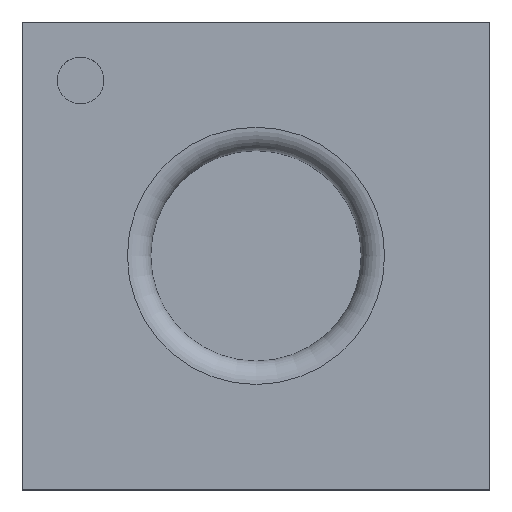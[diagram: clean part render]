
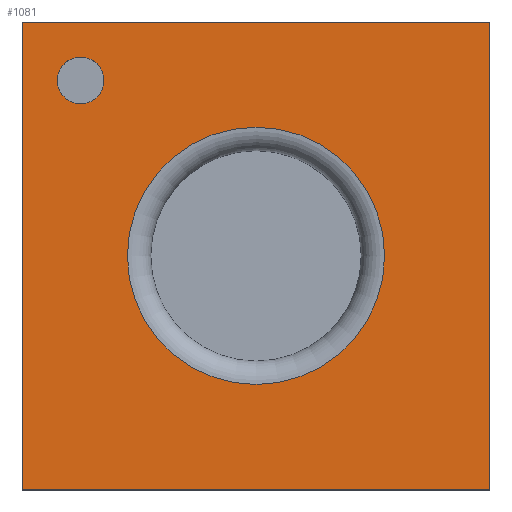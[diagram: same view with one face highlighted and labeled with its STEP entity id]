
A CAD part, top view. The second image highlights one B-rep face of the part: STEP entity #1081.
In plain terms, the highlighted planar face has unit normal (0, 0, 1).
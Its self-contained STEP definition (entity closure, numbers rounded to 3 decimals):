
#27=FACE_BOUND('',#183,.T.);
#28=FACE_BOUND('',#184,.T.);
#53=PLANE('',#1172);
#117=FACE_OUTER_BOUND('',#182,.T.);
#182=EDGE_LOOP('',(#886,#887,#888,#889));
#183=EDGE_LOOP('',(#890));
#184=EDGE_LOOP('',(#891,#892));
#290=LINE('',#1656,#430);
#291=LINE('',#1658,#431);
#292=LINE('',#1660,#432);
#293=LINE('',#1661,#433);
#430=VECTOR('',#1352,10.);
#431=VECTOR('',#1353,10.);
#432=VECTOR('',#1354,10.);
#433=VECTOR('',#1355,10.);
#501=CIRCLE('',#1138,0.1);
#503=CIRCLE('',#1165,0.55);
#507=CIRCLE('',#1169,0.55);
#509=VERTEX_POINT('',#1497);
#557=VERTEX_POINT('',#1640);
#558=VERTEX_POINT('',#1641);
#562=VERTEX_POINT('',#1654);
#563=VERTEX_POINT('',#1655);
#564=VERTEX_POINT('',#1657);
#565=VERTEX_POINT('',#1659);
#608=EDGE_CURVE('',#509,#509,#501,.T.);
#678=EDGE_CURVE('',#557,#558,#503,.T.);
#682=EDGE_CURVE('',#558,#557,#507,.T.);
#685=EDGE_CURVE('',#562,#563,#290,.T.);
#686=EDGE_CURVE('',#563,#564,#291,.T.);
#687=EDGE_CURVE('',#564,#565,#292,.T.);
#688=EDGE_CURVE('',#565,#562,#293,.T.);
#886=ORIENTED_EDGE('',*,*,#685,.T.);
#887=ORIENTED_EDGE('',*,*,#686,.T.);
#888=ORIENTED_EDGE('',*,*,#687,.T.);
#889=ORIENTED_EDGE('',*,*,#688,.T.);
#890=ORIENTED_EDGE('',*,*,#608,.T.);
#891=ORIENTED_EDGE('',*,*,#678,.F.);
#892=ORIENTED_EDGE('',*,*,#682,.F.);
#1081=ADVANCED_FACE('',(#117,#27,#28),#53,.T.);
#1138=AXIS2_PLACEMENT_3D('',#1498,#1213,#1214);
#1165=AXIS2_PLACEMENT_3D('',#1642,#1335,#1336);
#1169=AXIS2_PLACEMENT_3D('',#1648,#1343,#1344);
#1172=AXIS2_PLACEMENT_3D('',#1653,#1350,#1351);
#1213=DIRECTION('center_axis',(0.,0.,-1.));
#1214=DIRECTION('ref_axis',(1.,0.,0.));
#1335=DIRECTION('center_axis',(0.,0.,1.));
#1336=DIRECTION('ref_axis',(1.,0.,0.));
#1343=DIRECTION('center_axis',(0.,0.,1.));
#1344=DIRECTION('ref_axis',(1.,0.,0.));
#1350=DIRECTION('center_axis',(0.,0.,1.));
#1351=DIRECTION('ref_axis',(1.,0.,0.));
#1352=DIRECTION('',(0.,1.,0.));
#1353=DIRECTION('',(-1.,0.,0.));
#1354=DIRECTION('',(0.,-1.,0.));
#1355=DIRECTION('',(1.,0.,0.));
#1497=CARTESIAN_POINT('',(-0.85,0.75,0.75));
#1498=CARTESIAN_POINT('Origin',(-0.75,0.75,0.75));
#1640=CARTESIAN_POINT('',(-0.55,0.,0.75));
#1641=CARTESIAN_POINT('',(0.55,0.,0.75));
#1642=CARTESIAN_POINT('Origin',(0.,0.,0.75));
#1648=CARTESIAN_POINT('Origin',(0.,0.,0.75));
#1653=CARTESIAN_POINT('Origin',(0.,0.,0.75));
#1654=CARTESIAN_POINT('',(1.,-1.,0.75));
#1655=CARTESIAN_POINT('',(1.,1.,0.75));
#1656=CARTESIAN_POINT('',(1.,-1.,0.75));
#1657=CARTESIAN_POINT('',(-1.,1.,0.75));
#1658=CARTESIAN_POINT('',(1.,1.,0.75));
#1659=CARTESIAN_POINT('',(-1.,-1.,0.75));
#1660=CARTESIAN_POINT('',(-1.,1.,0.75));
#1661=CARTESIAN_POINT('',(-1.,-1.,0.75));
